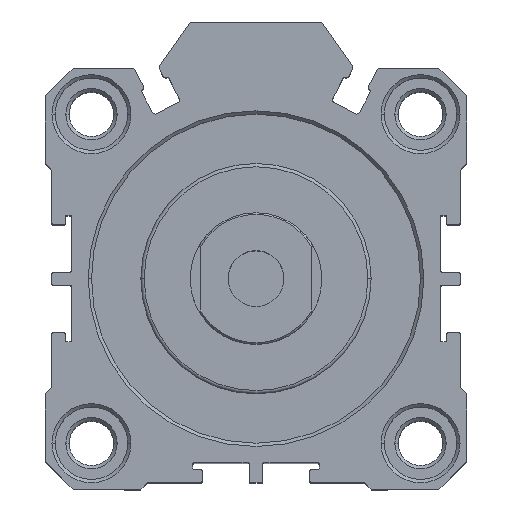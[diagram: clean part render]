
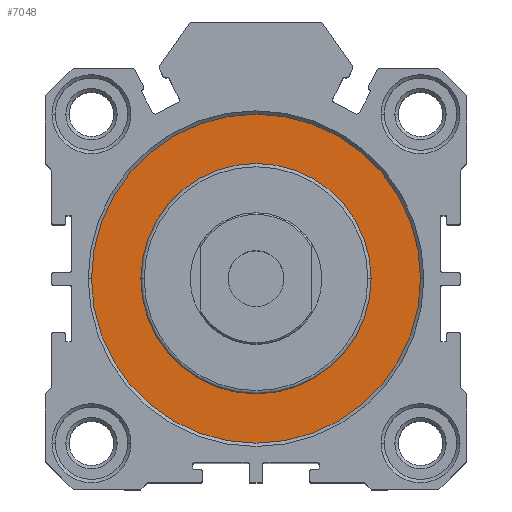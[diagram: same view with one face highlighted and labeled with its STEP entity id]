
A CAD part, top view. The second image highlights one B-rep face of the part: STEP entity #7048.
In plain terms, the highlighted planar face has unit normal (0, 0, 1).
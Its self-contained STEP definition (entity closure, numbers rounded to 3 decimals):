
#135 = AXIS2_PLACEMENT_3D ( 'NONE', #6727, #3016, #7353 ) ;
#203 = EDGE_CURVE ( 'NONE', #2371, #6048, #7531, .T. ) ;
#256 = CARTESIAN_POINT ( 'NONE',  ( 17.5, 0., 28.75 ) ) ;
#274 = AXIS2_PLACEMENT_3D ( 'NONE', #4252, #538, #4894 ) ;
#538 = DIRECTION ( 'NONE',  ( 0., 0., 1. ) ) ;
#672 = CARTESIAN_POINT ( 'NONE',  ( 0., 0., 28.75 ) ) ;
#1095 = CARTESIAN_POINT ( 'NONE',  ( -17.5, 0., 28.75 ) ) ;
#1503 = CIRCLE ( 'NONE', #135, 17.5 ) ;
#1912 = PLANE ( 'NONE',  #8016 ) ;
#1925 = EDGE_LOOP ( 'NONE', ( #4148, #6431 ) ) ;
#2370 = AXIS2_PLACEMENT_3D ( 'NONE', #6367, #2655, #6996 ) ;
#2371 = VERTEX_POINT ( 'NONE', #1095 ) ;
#2538 = DIRECTION ( 'NONE',  ( 1., 0., 0. ) ) ;
#2655 = DIRECTION ( 'NONE',  ( 0., 0., 1. ) ) ;
#2709 = FACE_OUTER_BOUND ( 'NONE', #1925, .T. ) ;
#3016 = DIRECTION ( 'NONE',  ( 0., 0., 1. ) ) ;
#3117 = CARTESIAN_POINT ( 'NONE',  ( 0., 0., 28.75 ) ) ;
#3179 = ORIENTED_EDGE ( 'NONE', *, *, #203, .F. ) ;
#3724 = DIRECTION ( 'NONE',  ( 1., 0., 0. ) ) ;
#3764 = ORIENTED_EDGE ( 'NONE', *, *, #4737, .F. ) ;
#3851 = AXIS2_PLACEMENT_3D ( 'NONE', #3117, #7455, #3724 ) ;
#4148 = ORIENTED_EDGE ( 'NONE', *, *, #6640, .T. ) ;
#4252 = CARTESIAN_POINT ( 'NONE',  ( 0., 0., 28.75 ) ) ;
#4313 = VERTEX_POINT ( 'NONE', #4720 ) ;
#4348 = FACE_BOUND ( 'NONE', #4454, .T. ) ;
#4454 = EDGE_LOOP ( 'NONE', ( #3179, #3764 ) ) ;
#4720 = CARTESIAN_POINT ( 'NONE',  ( 25., 0., 28.75 ) ) ;
#4737 = EDGE_CURVE ( 'NONE', #6048, #2371, #1503, .T. ) ;
#4843 = EDGE_CURVE ( 'NONE', #7184, #4313, #5285, .T. ) ;
#4894 = DIRECTION ( 'NONE',  ( 1., 0., 0. ) ) ;
#5285 = CIRCLE ( 'NONE', #3851, 25. ) ;
#5827 = CARTESIAN_POINT ( 'NONE',  ( -25., 0., 28.75 ) ) ;
#6048 = VERTEX_POINT ( 'NONE', #256 ) ;
#6240 = DIRECTION ( 'NONE',  ( 0., 0., 1. ) ) ;
#6367 = CARTESIAN_POINT ( 'NONE',  ( 0., 0., 28.75 ) ) ;
#6431 = ORIENTED_EDGE ( 'NONE', *, *, #4843, .T. ) ;
#6640 = EDGE_CURVE ( 'NONE', #4313, #7184, #6869, .T. ) ;
#6727 = CARTESIAN_POINT ( 'NONE',  ( 0., 0., 28.75 ) ) ;
#6869 = CIRCLE ( 'NONE', #2370, 25. ) ;
#6996 = DIRECTION ( 'NONE',  ( 1., 0., 0. ) ) ;
#7048 = ADVANCED_FACE ( 'NONE', ( #4348, #2709 ), #1912, .T. ) ;
#7184 = VERTEX_POINT ( 'NONE', #5827 ) ;
#7353 = DIRECTION ( 'NONE',  ( 1., 0., 0. ) ) ;
#7455 = DIRECTION ( 'NONE',  ( 0., 0., 1. ) ) ;
#7531 = CIRCLE ( 'NONE', #274, 17.5 ) ;
#8016 = AXIS2_PLACEMENT_3D ( 'NONE', #672, #6240, #2538 ) ;
